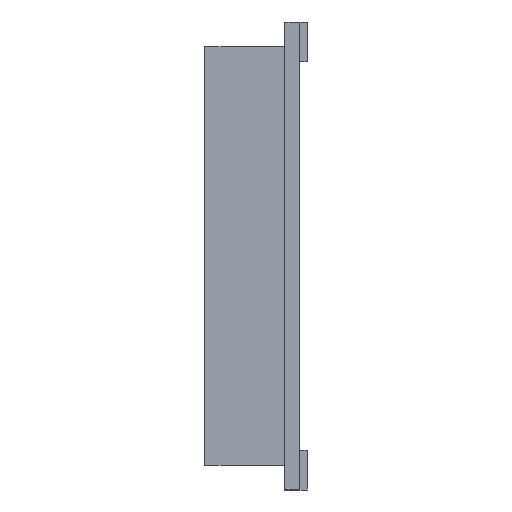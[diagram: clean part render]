
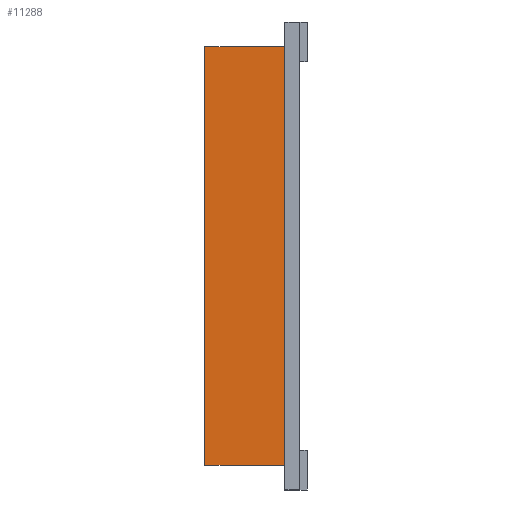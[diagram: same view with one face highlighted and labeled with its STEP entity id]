
A CAD part, left-side view. The second image highlights one B-rep face of the part: STEP entity #11288.
In plain terms, the highlighted planar face has unit normal (-1, 0, 0).
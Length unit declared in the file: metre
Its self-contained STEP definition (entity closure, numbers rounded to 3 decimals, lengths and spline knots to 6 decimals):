
#3209=ORIENTED_EDGE('',*,*,#5055,.F.);
#3210=ORIENTED_EDGE('',*,*,#5056,.T.);
#3211=ORIENTED_EDGE('',*,*,#5057,.T.);
#3212=ORIENTED_EDGE('',*,*,#5058,.F.);
#5055=EDGE_CURVE('',#6083,#6084,#7281,.T.);
#5056=EDGE_CURVE('',#6083,#6085,#7282,.T.);
#5057=EDGE_CURVE('',#6085,#6086,#7283,.T.);
#5058=EDGE_CURVE('',#6084,#6086,#7284,.T.);
#6083=VERTEX_POINT('',#22288);
#6084=VERTEX_POINT('',#22289);
#6085=VERTEX_POINT('',#22291);
#6086=VERTEX_POINT('',#22293);
#7281=LINE('',#22287,#8480);
#7282=LINE('',#22290,#8481);
#7283=LINE('',#22292,#8482);
#7284=LINE('',#22294,#8483);
#8480=VECTOR('',#18093,1.);
#8481=VECTOR('',#18094,1.);
#8482=VECTOR('',#18095,1.);
#8483=VECTOR('',#18096,1.);
#9062=EDGE_LOOP('',(#3209,#3210,#3211,#3212));
#9681=FACE_BOUND('',#9062,.T.);
#10167=PLANE('',#15398);
#11288=ADVANCED_FACE('',(#9681),#10167,.F.);
#15398=AXIS2_PLACEMENT_3D('',#22286,#18091,#18092);
#18091=DIRECTION('',(1.,0.,0.));
#18092=DIRECTION('',(0.,0.,-1.));
#18093=DIRECTION('',(0.,0.,1.));
#18094=DIRECTION('',(0.,-1.,0.));
#18095=DIRECTION('',(0.,0.,1.));
#18096=DIRECTION('',(0.,-1.,0.));
#22286=CARTESIAN_POINT('',(-0.0189,0.049457,-0.0085));
#22287=CARTESIAN_POINT('',(-0.0189,0.00416,-0.0085));
#22288=CARTESIAN_POINT('',(-0.0189,0.00416,-0.0085));
#22289=CARTESIAN_POINT('',(-0.0189,0.00416,0.0085));
#22290=CARTESIAN_POINT('',(-0.0189,0.049457,-0.0085));
#22291=CARTESIAN_POINT('',(-0.0189,0.00091,-0.0085));
#22292=CARTESIAN_POINT('',(-0.0189,0.00091,-0.0085));
#22293=CARTESIAN_POINT('',(-0.0189,0.00091,0.0085));
#22294=CARTESIAN_POINT('',(-0.0189,0.049457,0.0085));
